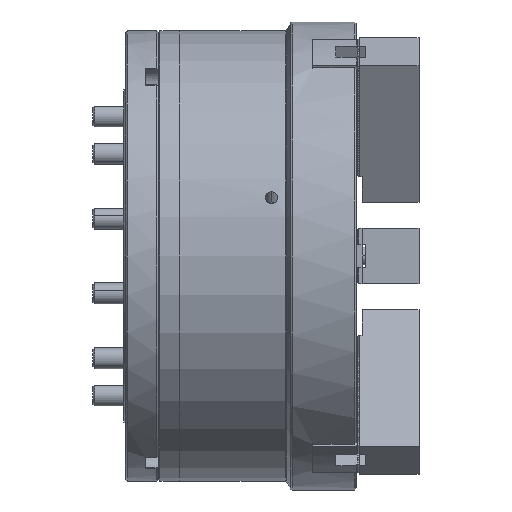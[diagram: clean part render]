
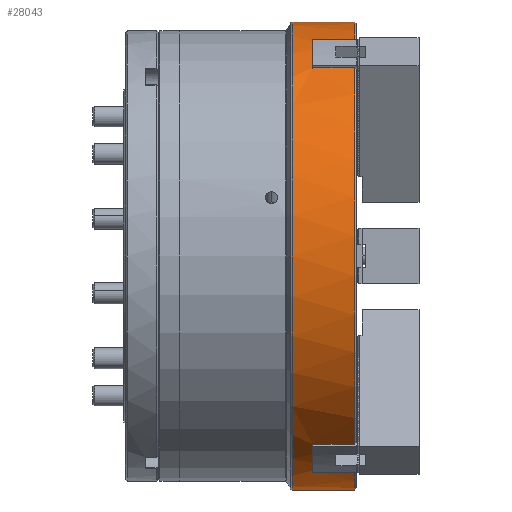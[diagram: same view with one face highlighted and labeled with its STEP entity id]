
A CAD part, front view. The second image highlights one B-rep face of the part: STEP entity #28043.
In plain terms, the highlighted cylindrical face has radius 267.5 mm (diameter 535 mm), a partial arc.
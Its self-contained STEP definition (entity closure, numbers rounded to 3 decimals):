
#112 = CARTESIAN_POINT ( 'NONE',  ( 200., -158.887, -215.2 ) ) ;
#685 = CIRCLE ( 'NONE', #28743, 267.5 ) ;
#888 = CARTESIAN_POINT ( 'NONE',  ( 152., 0., 0. ) ) ;
#2495 = ORIENTED_EDGE ( 'NONE', *, *, #36146, .T. ) ;
#2824 = CIRCLE ( 'NONE', #30867, 267.5 ) ;
#3101 = CARTESIAN_POINT ( 'NONE',  ( 128.928, 0., 0. ) ) ;
#3274 = DIRECTION ( 'NONE',  ( -1., 0., 0. ) ) ;
#3635 = CARTESIAN_POINT ( 'NONE',  ( 200., 0., 267.5 ) ) ;
#3823 = VECTOR ( 'NONE', #41817, 1000. ) ;
#4466 = ORIENTED_EDGE ( 'NONE', *, *, #4914, .T. ) ;
#4914 = EDGE_CURVE ( 'NONE', #22494, #34441, #16467, .T. ) ;
#5659 = LINE ( 'NONE', #20965, #46871 ) ;
#6374 = ORIENTED_EDGE ( 'NONE', *, *, #27490, .T. ) ;
#6823 = CIRCLE ( 'NONE', #41286, 267.5 ) ;
#7043 = FACE_OUTER_BOUND ( 'NONE', #43839, .T. ) ;
#7550 = CIRCLE ( 'NONE', #35590, 267.5 ) ;
#7821 = ORIENTED_EDGE ( 'NONE', *, *, #16148, .T. ) ;
#8004 = DIRECTION ( 'NONE',  ( 0., 0., -1. ) ) ;
#8120 = CARTESIAN_POINT ( 'NONE',  ( 200., -106.925, -245.2 ) ) ;
#8140 = VECTOR ( 'NONE', #25719, 1000. ) ;
#8331 = VERTEX_POINT ( 'NONE', #3635 ) ;
#8847 = CIRCLE ( 'NONE', #36906, 267.5 ) ;
#9199 = CARTESIAN_POINT ( 'NONE',  ( 200., 0., -267.5 ) ) ;
#10420 = CARTESIAN_POINT ( 'NONE',  ( -116.102, -106.925, -245.2 ) ) ;
#10462 = CARTESIAN_POINT ( 'NONE',  ( 152., 0., 0. ) ) ;
#10950 = ORIENTED_EDGE ( 'NONE', *, *, #45704, .T. ) ;
#11219 = LINE ( 'NONE', #26519, #3823 ) ;
#11305 = VECTOR ( 'NONE', #35019, 1000. ) ;
#12627 = DIRECTION ( 'NONE',  ( 1., 0., 0. ) ) ;
#14127 = DIRECTION ( 'NONE',  ( 0., 0., -1. ) ) ;
#14578 = EDGE_CURVE ( 'NONE', #8331, #36270, #42557, .T. ) ;
#15357 = VERTEX_POINT ( 'NONE', #22410 ) ;
#15469 = CARTESIAN_POINT ( 'NONE',  ( 152., -158.887, 215.2 ) ) ;
#16148 = EDGE_CURVE ( 'NONE', #35827, #39537, #33230, .T. ) ;
#16202 = DIRECTION ( 'NONE',  ( -1., 0., 0. ) ) ;
#16467 = LINE ( 'NONE', #31766, #40731 ) ;
#16633 = AXIS2_PLACEMENT_3D ( 'NONE', #18408, #33680, #49003 ) ;
#17586 = CARTESIAN_POINT ( 'NONE',  ( 152., -106.925, 245.2 ) ) ;
#17731 = EDGE_CURVE ( 'NONE', #28580, #29166, #685, .T. ) ;
#18408 = CARTESIAN_POINT ( 'NONE',  ( 200., 0., 0. ) ) ;
#18427 = DIRECTION ( 'NONE',  ( 1., 0., 0. ) ) ;
#18590 = DIRECTION ( 'NONE',  ( 0., 0., 1. ) ) ;
#18687 = EDGE_CURVE ( 'NONE', #43235, #28580, #11219, .T. ) ;
#19309 = EDGE_CURVE ( 'NONE', #29166, #48203, #31693, .T. ) ;
#19729 = CARTESIAN_POINT ( 'NONE',  ( -116.102, 0., 267.5 ) ) ;
#20965 = CARTESIAN_POINT ( 'NONE',  ( -116.102, 0., -267.5 ) ) ;
#22138 = ORIENTED_EDGE ( 'NONE', *, *, #17731, .T. ) ;
#22366 = CYLINDRICAL_SURFACE ( 'NONE', #30760, 267.5 ) ;
#22410 = CARTESIAN_POINT ( 'NONE',  ( 128.928, 0., -267.5 ) ) ;
#22494 = VERTEX_POINT ( 'NONE', #32867 ) ;
#25719 = DIRECTION ( 'NONE',  ( -1., 0., 0. ) ) ;
#25771 = DIRECTION ( 'NONE',  ( -1., 0., 0. ) ) ;
#25774 = ORIENTED_EDGE ( 'NONE', *, *, #28786, .F. ) ;
#26519 = CARTESIAN_POINT ( 'NONE',  ( -116.102, -158.887, 215.2 ) ) ;
#27075 = CARTESIAN_POINT ( 'NONE',  ( 200., 0., 0. ) ) ;
#27110 = VECTOR ( 'NONE', #12627, 1000. ) ;
#27142 = CARTESIAN_POINT ( 'NONE',  ( 128.928, 0., 267.5 ) ) ;
#27490 = EDGE_CURVE ( 'NONE', #34162, #35827, #6823, .T. ) ;
#28043 = ADVANCED_FACE ( 'NONE', ( #7043 ), #22366, .T. ) ;
#28580 = VERTEX_POINT ( 'NONE', #15469 ) ;
#28743 = AXIS2_PLACEMENT_3D ( 'NONE', #888, #16202, #31510 ) ;
#28786 = EDGE_CURVE ( 'NONE', #34162, #15357, #5659, .T. ) ;
#29166 = VERTEX_POINT ( 'NONE', #17586 ) ;
#30393 = ORIENTED_EDGE ( 'NONE', *, *, #48244, .T. ) ;
#30760 = AXIS2_PLACEMENT_3D ( 'NONE', #37669, #3274, #18590 ) ;
#30867 = AXIS2_PLACEMENT_3D ( 'NONE', #10462, #25771, #41071 ) ;
#31003 = CARTESIAN_POINT ( 'NONE',  ( 200., -158.887, 215.2 ) ) ;
#31115 = ORIENTED_EDGE ( 'NONE', *, *, #19309, .T. ) ;
#31510 = DIRECTION ( 'NONE',  ( 0., 0., -1. ) ) ;
#31693 = LINE ( 'NONE', #47014, #27110 ) ;
#31766 = CARTESIAN_POINT ( 'NONE',  ( -116.102, -158.887, -215.2 ) ) ;
#32867 = CARTESIAN_POINT ( 'NONE',  ( 152., -158.887, -215.2 ) ) ;
#33013 = CARTESIAN_POINT ( 'NONE',  ( 200., -106.925, 245.2 ) ) ;
#33177 = CARTESIAN_POINT ( 'NONE',  ( 200., 0., 0. ) ) ;
#33230 = LINE ( 'NONE', #10420, #8140 ) ;
#33680 = DIRECTION ( 'NONE',  ( -1., 0., 0. ) ) ;
#33698 = DIRECTION ( 'NONE',  ( 0., 0., -1. ) ) ;
#34162 = VERTEX_POINT ( 'NONE', #9199 ) ;
#34441 = VERTEX_POINT ( 'NONE', #112 ) ;
#35019 = DIRECTION ( 'NONE',  ( -1., 0., 0. ) ) ;
#35590 = AXIS2_PLACEMENT_3D ( 'NONE', #27075, #42385, #8004 ) ;
#35827 = VERTEX_POINT ( 'NONE', #8120 ) ;
#36146 = EDGE_CURVE ( 'NONE', #48203, #8331, #38285, .T. ) ;
#36264 = DIRECTION ( 'NONE',  ( -1., 0., 0. ) ) ;
#36270 = VERTEX_POINT ( 'NONE', #27142 ) ;
#36906 = AXIS2_PLACEMENT_3D ( 'NONE', #3101, #18427, #33698 ) ;
#37669 = CARTESIAN_POINT ( 'NONE',  ( -116.102, 0., 0. ) ) ;
#38285 = CIRCLE ( 'NONE', #16633, 267.5 ) ;
#39537 = VERTEX_POINT ( 'NONE', #48018 ) ;
#39651 = EDGE_CURVE ( 'NONE', #36270, #15357, #8847, .T. ) ;
#40731 = VECTOR ( 'NONE', #47089, 1000. ) ;
#41071 = DIRECTION ( 'NONE',  ( 0., 0., -1. ) ) ;
#41286 = AXIS2_PLACEMENT_3D ( 'NONE', #33177, #48514, #14127 ) ;
#41817 = DIRECTION ( 'NONE',  ( -1., 0., 0. ) ) ;
#42033 = ORIENTED_EDGE ( 'NONE', *, *, #14578, .T. ) ;
#42385 = DIRECTION ( 'NONE',  ( -1., 0., 0. ) ) ;
#42557 = LINE ( 'NONE', #19729, #11305 ) ;
#43235 = VERTEX_POINT ( 'NONE', #31003 ) ;
#43839 = EDGE_LOOP ( 'NONE', ( #25774, #6374, #7821, #30393, #4466, #10950, #47333, #22138, #31115, #2495, #42033, #46461 ) ) ;
#45704 = EDGE_CURVE ( 'NONE', #34441, #43235, #7550, .T. ) ;
#46461 = ORIENTED_EDGE ( 'NONE', *, *, #39651, .T. ) ;
#46871 = VECTOR ( 'NONE', #36264, 1000. ) ;
#47014 = CARTESIAN_POINT ( 'NONE',  ( -116.102, -106.925, 245.2 ) ) ;
#47089 = DIRECTION ( 'NONE',  ( 1., 0., 0. ) ) ;
#47333 = ORIENTED_EDGE ( 'NONE', *, *, #18687, .T. ) ;
#48018 = CARTESIAN_POINT ( 'NONE',  ( 152., -106.925, -245.2 ) ) ;
#48203 = VERTEX_POINT ( 'NONE', #33013 ) ;
#48244 = EDGE_CURVE ( 'NONE', #39537, #22494, #2824, .T. ) ;
#48514 = DIRECTION ( 'NONE',  ( -1., 0., 0. ) ) ;
#49003 = DIRECTION ( 'NONE',  ( 0., 0., -1. ) ) ;
